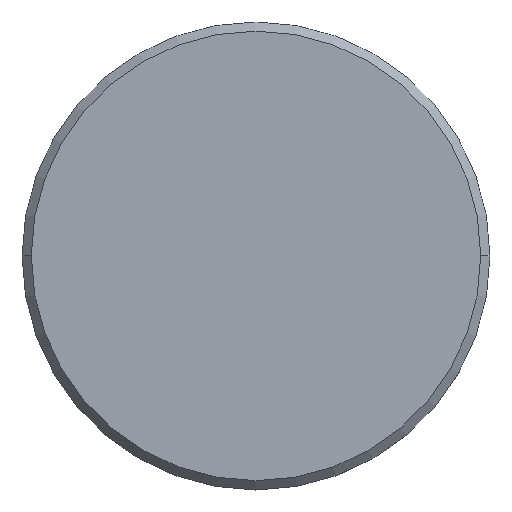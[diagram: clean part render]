
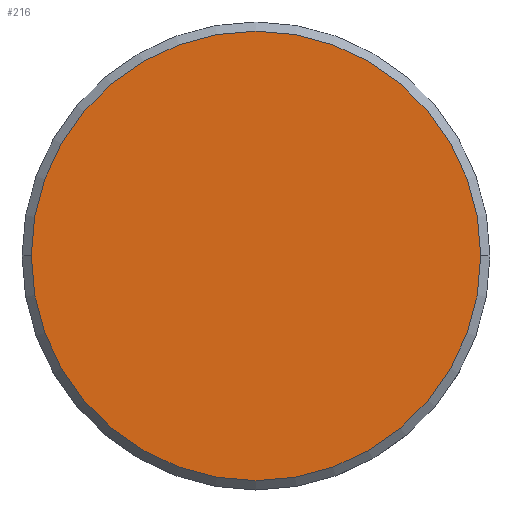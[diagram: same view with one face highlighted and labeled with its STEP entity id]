
A CAD part, top view. The second image highlights one B-rep face of the part: STEP entity #216.
In plain terms, the highlighted planar face has unit normal (0, 0, 1).
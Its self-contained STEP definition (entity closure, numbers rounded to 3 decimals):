
#4 = CIRCLE ( 'NONE', #103, 6.1 ) ;
#9 = VERTEX_POINT ( 'NONE', #181 ) ;
#15 = ORIENTED_EDGE ( 'NONE', *, *, #253, .T. ) ;
#53 = CARTESIAN_POINT ( 'NONE',  ( 0., 0., 0. ) ) ;
#94 = DIRECTION ( 'NONE',  ( 0., 0., 1. ) ) ;
#103 = AXIS2_PLACEMENT_3D ( 'NONE', #208, #250, #270 ) ;
#107 = VERTEX_POINT ( 'NONE', #116 ) ;
#108 = AXIS2_PLACEMENT_3D ( 'NONE', #53, #94, #261 ) ;
#116 = CARTESIAN_POINT ( 'NONE',  ( 6.1, 0., 0. ) ) ;
#147 = EDGE_CURVE ( 'NONE', #107, #9, #4, .T. ) ;
#148 = CARTESIAN_POINT ( 'NONE',  ( 0., 0., 0. ) ) ;
#150 = DIRECTION ( 'NONE',  ( 0., 0., -1. ) ) ;
#157 = ORIENTED_EDGE ( 'NONE', *, *, #147, .T. ) ;
#164 = CIRCLE ( 'NONE', #108, 6.1 ) ;
#172 = DIRECTION ( 'NONE',  ( -1., 0., 0. ) ) ;
#175 = EDGE_LOOP ( 'NONE', ( #15, #157 ) ) ;
#181 = CARTESIAN_POINT ( 'NONE',  ( -6.1, 0., 0. ) ) ;
#208 = CARTESIAN_POINT ( 'NONE',  ( 0., 0., 0. ) ) ;
#212 = AXIS2_PLACEMENT_3D ( 'NONE', #148, #150, #172 ) ;
#216 = ADVANCED_FACE ( 'NONE', ( #239 ), #267, .F. ) ;
#239 = FACE_OUTER_BOUND ( 'NONE', #175, .T. ) ;
#250 = DIRECTION ( 'NONE',  ( 0., 0., 1. ) ) ;
#253 = EDGE_CURVE ( 'NONE', #9, #107, #164, .T. ) ;
#261 = DIRECTION ( 'NONE',  ( -1., 0., 0. ) ) ;
#267 = PLANE ( 'NONE',  #212 ) ;
#270 = DIRECTION ( 'NONE',  ( -1., 0., 0. ) ) ;
